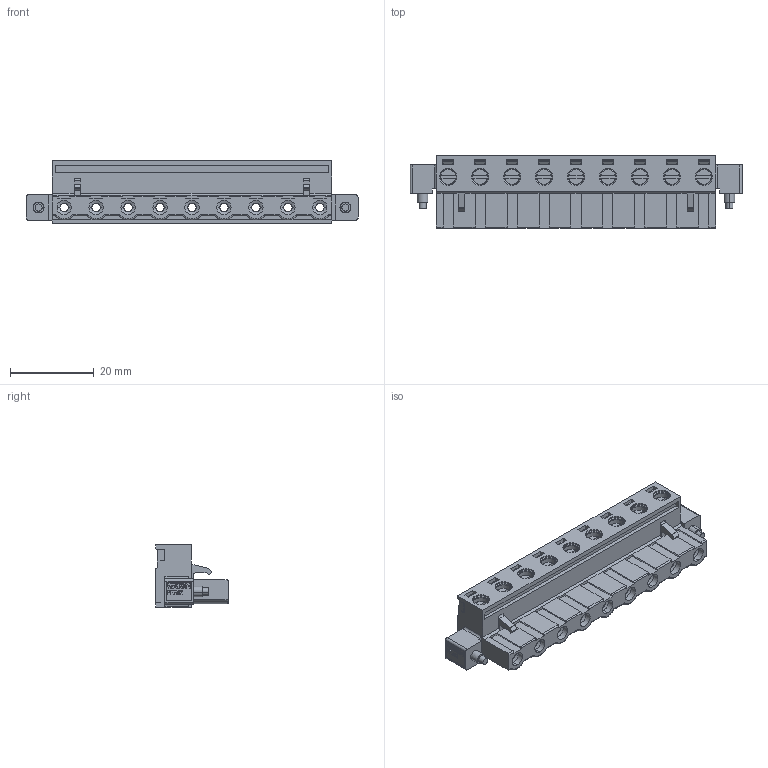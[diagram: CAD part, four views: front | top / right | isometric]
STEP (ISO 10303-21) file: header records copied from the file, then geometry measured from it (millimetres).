
FILE_DESCRIPTION( ('This file contains a STEP AP42 implementation' ,'as created by ZW3D STEP Interface translator.') ,'2;1' );
FILE_NAME( 'PF762-C09ASMW1.stp' ,'231129.1128 3', (''), ('ZWCAD Software Co.'), 'Version 1.0', 'ZW3D to STEP translator', '' );
FILE_SCHEMA(('AUTOMOTIVE_DESIGN { 1 0 10303 214 1 1 1 1 }'));
Length unit declared in the file: millimetre
Products named in the file (2): 0; PF762-C09ASMW1
Bounding box: 79.16 x 17.3 x 15 mm (x, y, z)
Volume: 214.3 mm3; surface area: 15458.2 mm2
Topology: 11 solids, 12 shells, 1564 faces, 4319 edges, 2728 vertices
Faces by surface type: plane 1130, cylinder 251, cone 91, torus 54, bspline 20, sphere 18
Full cylindrical faces by diameter (mm): 0.562 x1, 1.2 x1, 2 x6, 3.1 x7, 3.4 x4
Entity records: 51672 total; most frequent: CARTESIAN_POINT 9948, ORIENTED_EDGE 8557, DIRECTION 7973, EDGE_CURVE 4283, VECTOR 3443, LINE 3443, VERTEX_POINT 2728, AXIS2_PLACEMENT_3D 2265
